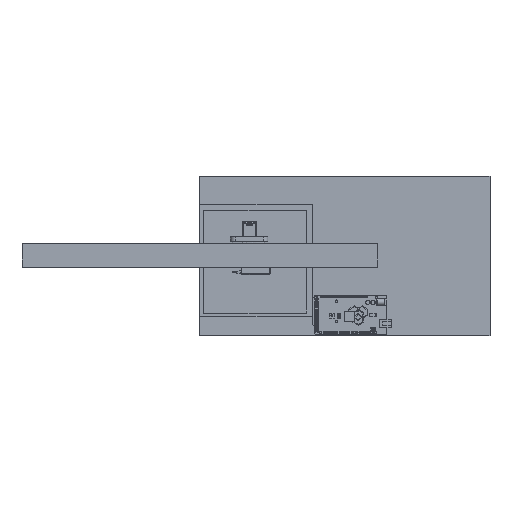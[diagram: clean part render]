
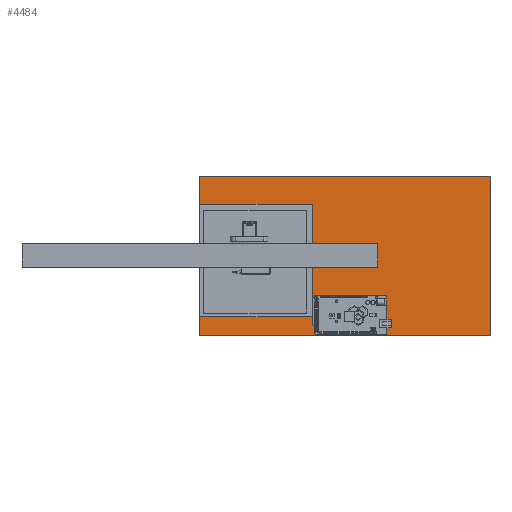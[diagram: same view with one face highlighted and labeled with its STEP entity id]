
A CAD part, top view. The second image highlights one B-rep face of the part: STEP entity #4484.
In plain terms, the highlighted planar face has unit normal (0, 0, 1).
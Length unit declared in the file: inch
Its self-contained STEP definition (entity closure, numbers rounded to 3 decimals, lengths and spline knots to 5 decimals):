
#4190=FACE_BOUND('',#7497,.T.);
#4191=FACE_BOUND('',#7498,.T.);
#4484=ADVANCED_FACE('',(#4190,#4191),#5575,.T.);
#5575=PLANE('',#24096);
#7497=EDGE_LOOP('',(#8837,#8838,#8839,#8840));
#7498=EDGE_LOOP('',(#8841,#8842,#8843,#8844,#8845,#8846,#8847,#8848,#8849,
#8850,#8851,#8852));
#8837=ORIENTED_EDGE('',*,*,#16463,.F.);
#8838=ORIENTED_EDGE('',*,*,#16464,.F.);
#8839=ORIENTED_EDGE('',*,*,#16461,.F.);
#8840=ORIENTED_EDGE('',*,*,#16465,.F.);
#8841=ORIENTED_EDGE('',*,*,#16466,.T.);
#8842=ORIENTED_EDGE('',*,*,#16467,.T.);
#8843=ORIENTED_EDGE('',*,*,#16468,.T.);
#8844=ORIENTED_EDGE('',*,*,#16469,.T.);
#8845=ORIENTED_EDGE('',*,*,#16470,.T.);
#8846=ORIENTED_EDGE('',*,*,#16471,.T.);
#8847=ORIENTED_EDGE('',*,*,#16472,.T.);
#8848=ORIENTED_EDGE('',*,*,#16473,.T.);
#8849=ORIENTED_EDGE('',*,*,#16474,.T.);
#8850=ORIENTED_EDGE('',*,*,#16475,.F.);
#8851=ORIENTED_EDGE('',*,*,#16476,.F.);
#8852=ORIENTED_EDGE('',*,*,#16477,.F.);
#14573=VERTEX_POINT('',#30889);
#14574=VERTEX_POINT('',#30891);
#14575=VERTEX_POINT('',#30895);
#14576=VERTEX_POINT('',#30896);
#14577=VERTEX_POINT('',#30900);
#14578=VERTEX_POINT('',#30901);
#14579=VERTEX_POINT('',#30903);
#14580=VERTEX_POINT('',#30905);
#14581=VERTEX_POINT('',#30907);
#14582=VERTEX_POINT('',#30909);
#14583=VERTEX_POINT('',#30911);
#14584=VERTEX_POINT('',#30913);
#14585=VERTEX_POINT('',#30915);
#14586=VERTEX_POINT('',#30917);
#14587=VERTEX_POINT('',#30919);
#14588=VERTEX_POINT('',#30921);
#16461=EDGE_CURVE('',#14573,#14574,#19330,.T.);
#16463=EDGE_CURVE('',#14575,#14576,#19332,.T.);
#16464=EDGE_CURVE('',#14574,#14575,#19333,.T.);
#16465=EDGE_CURVE('',#14576,#14573,#19334,.T.);
#16466=EDGE_CURVE('',#14577,#14578,#19335,.T.);
#16467=EDGE_CURVE('',#14578,#14579,#19336,.T.);
#16468=EDGE_CURVE('',#14579,#14580,#19337,.T.);
#16469=EDGE_CURVE('',#14580,#14581,#19338,.T.);
#16470=EDGE_CURVE('',#14581,#14582,#19339,.T.);
#16471=EDGE_CURVE('',#14582,#14583,#19340,.T.);
#16472=EDGE_CURVE('',#14583,#14584,#19341,.T.);
#16473=EDGE_CURVE('',#14584,#14585,#19342,.T.);
#16474=EDGE_CURVE('',#14585,#14586,#19343,.T.);
#16475=EDGE_CURVE('',#14587,#14586,#19344,.T.);
#16476=EDGE_CURVE('',#14588,#14587,#19345,.T.);
#16477=EDGE_CURVE('',#14577,#14588,#19346,.T.);
#19330=LINE('',#30890,#21713);
#19332=LINE('',#30894,#21715);
#19333=LINE('',#30897,#21716);
#19334=LINE('',#30898,#21717);
#19335=LINE('',#30899,#21718);
#19336=LINE('',#30902,#21719);
#19337=LINE('',#30904,#21720);
#19338=LINE('',#30906,#21721);
#19339=LINE('',#30908,#21722);
#19340=LINE('',#30910,#21723);
#19341=LINE('',#30912,#21724);
#19342=LINE('',#30914,#21725);
#19343=LINE('',#30916,#21726);
#19344=LINE('',#30918,#21727);
#19345=LINE('',#30920,#21728);
#19346=LINE('',#30922,#21729);
#21713=VECTOR('',#25567,1.);
#21715=VECTOR('',#25571,1.);
#21716=VECTOR('',#25572,1.);
#21717=VECTOR('',#25573,1.);
#21718=VECTOR('',#25574,1.);
#21719=VECTOR('',#25575,1.);
#21720=VECTOR('',#25576,1.);
#21721=VECTOR('',#25577,1.);
#21722=VECTOR('',#25578,1.);
#21723=VECTOR('',#25579,1.);
#21724=VECTOR('',#25580,1.);
#21725=VECTOR('',#25581,1.);
#21726=VECTOR('',#25582,1.);
#21727=VECTOR('',#25583,1.);
#21728=VECTOR('',#25584,1.);
#21729=VECTOR('',#25585,1.);
#24096=AXIS2_PLACEMENT_3D('',#30923,#25586,#25587);
#25567=DIRECTION('',(0.,-1.,0.));
#25571=DIRECTION('',(0.,1.,0.));
#25572=DIRECTION('',(1.,0.,0.));
#25573=DIRECTION('',(-1.,0.,0.));
#25574=DIRECTION('',(0.,-1.,0.));
#25575=DIRECTION('',(1.,0.,0.));
#25576=DIRECTION('',(0.,-1.,0.));
#25577=DIRECTION('',(-1.,0.,0.));
#25578=DIRECTION('',(0.,-1.,0.));
#25579=DIRECTION('',(1.,0.,0.));
#25580=DIRECTION('',(0.,1.,0.));
#25581=DIRECTION('',(-1.,0.,0.));
#25582=DIRECTION('',(0.,-1.,0.));
#25583=DIRECTION('',(-1.,0.,0.));
#25584=DIRECTION('',(0.,1.,0.));
#25585=DIRECTION('',(1.,0.,0.));
#25586=DIRECTION('',(0.,0.,1.));
#25587=DIRECTION('',(1.,0.,0.));
#30889=CARTESIAN_POINT('',(-6.5,4.875,0.75));
#30890=CARTESIAN_POINT('',(-6.5,4.875,0.75));
#30891=CARTESIAN_POINT('',(-6.5,3.625,0.75));
#30894=CARTESIAN_POINT('',(-6.,3.625,0.75));
#30895=CARTESIAN_POINT('',(-6.,3.625,0.75));
#30896=CARTESIAN_POINT('',(-6.,4.875,0.75));
#30897=CARTESIAN_POINT('',(-6.5,3.625,0.75));
#30898=CARTESIAN_POINT('',(-6.,4.875,0.75));
#30899=CARTESIAN_POINT('',(-15.5,8.5,0.75));
#30900=CARTESIAN_POINT('',(-15.5,6.34198,0.75));
#30901=CARTESIAN_POINT('',(-15.5,1.65926,0.75));
#30902=CARTESIAN_POINT('',(-15.5,1.65926,0.75));
#30903=CARTESIAN_POINT('',(-9.5,1.65926,0.75));
#30904=CARTESIAN_POINT('',(-9.5,1.65926,0.75));
#30905=CARTESIAN_POINT('',(-9.5,1.15926,0.75));
#30906=CARTESIAN_POINT('',(-9.5,1.15926,0.75));
#30907=CARTESIAN_POINT('',(-15.5,1.15926,0.75));
#30908=CARTESIAN_POINT('',(-15.5,8.5,0.75));
#30909=CARTESIAN_POINT('',(-15.5,0.,0.75));
#30910=CARTESIAN_POINT('',(-15.5,0.,0.75));
#30911=CARTESIAN_POINT('',(0.,0.,0.75));
#30912=CARTESIAN_POINT('',(0.,0.,0.75));
#30913=CARTESIAN_POINT('',(0.,8.5,0.75));
#30914=CARTESIAN_POINT('',(0.,8.5,0.75));
#30915=CARTESIAN_POINT('',(-15.5,8.5,0.75));
#30916=CARTESIAN_POINT('',(-15.5,8.5,0.75));
#30917=CARTESIAN_POINT('',(-15.5,6.84198,0.75));
#30918=CARTESIAN_POINT('',(-9.5,6.84198,0.75));
#30919=CARTESIAN_POINT('',(-9.5,6.84198,0.75));
#30920=CARTESIAN_POINT('',(-9.5,6.34198,0.75));
#30921=CARTESIAN_POINT('',(-9.5,6.34198,0.75));
#30922=CARTESIAN_POINT('',(-15.5,6.34198,0.75));
#30923=CARTESIAN_POINT('',(0.,0.,0.75));
